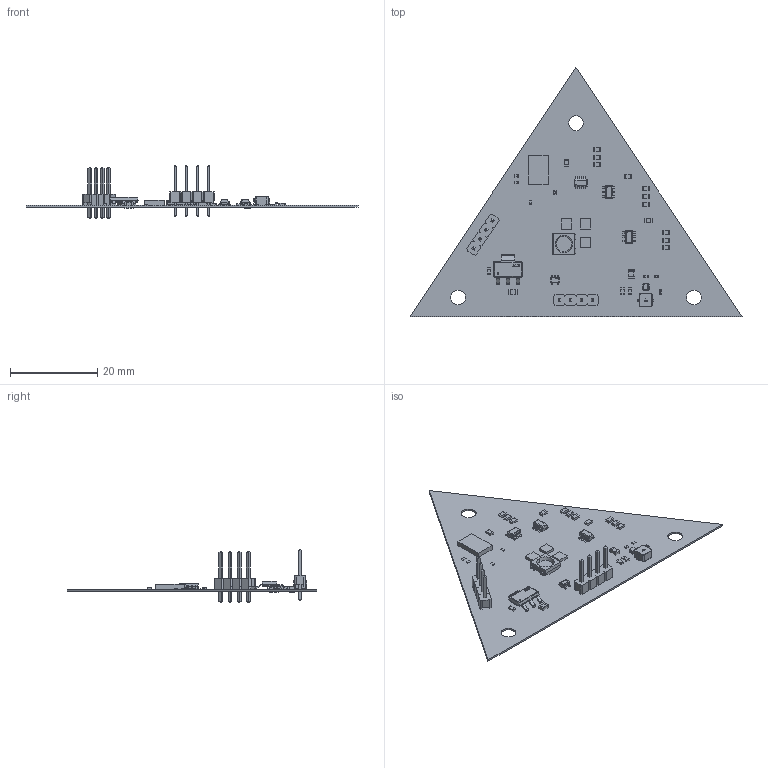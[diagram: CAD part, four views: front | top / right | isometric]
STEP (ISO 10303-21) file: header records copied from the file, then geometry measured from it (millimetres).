
FILE_DESCRIPTION(('Open CASCADE Model'),'2;1');
FILE_NAME('Open CASCADE Shape Model','2025-03-16T14:42:28',('Author'),( 'Open CASCADE'),'Open CASCADE STEP processor 6.8','Open CASCADE 6.8' ,'Unknown');
FILE_SCHEMA(('AUTOMOTIVE_DESIGN { 1 0 10303 214 1 1 1 1 }'));
Length unit declared in the file: millimetre
Products named in the file (79): PCB; Board; Open CASCADE STEP translator 6.8 1.1.1; U8; IC_Advanced_Monolithic_Systems_AMS1117-3_3_eec; 1; 2; Open CASCADE STEP translator 6.8 1.2.1.2.1; Open CASCADE STEP translator 6.8 1.2.1.2.2; Notch_2; U7; 6136384000; U6; 6136236000; U5; 6219750064; U4; U2; 6242902576; Extruded; U1; IC_Texas_Instruments_SN74LXC1T14DCKR_eec; Package; Leads; Logo; R16; 6-1879216-3; R15; R14; R13; R12; 6242905616; 6242905776; R11; R10; R9; R8; R7; R6; R5 ...
Assembly tree (126 placements, depth 5):
  PCB
    Board
      Open CASCADE STEP translator 6.8 1.1.1
    U8
      IC_Advanced_Monolithic_Systems_AMS1117-3_3_eec
        1
        2
          Open CASCADE STEP translator 6.8 1.2.1.2.1
          Open CASCADE STEP translator 6.8 1.2.1.2.2
        Notch_2
    U7
      6136384000
    U6
      6136236000
    U5
      6219750064
    U4
      6136236000
    U2
      6242902576
        Extruded
    U1
      IC_Texas_Instruments_SN74LXC1T14DCKR_eec
        Package
        Leads
        Logo
    R16
      6-1879216-3
    R15
      6-1879216-3
    R14
      6-1879216-3
    R13
      6-1879216-3
    R12
      6242905616  x2
        Extruded
      6242905776
        Extruded
    R11
      6242905776
        Extruded
      6242905616  x2
        Extruded
    R10
      6242905776
        Extruded
      6242905616  x2
        Extruded
    R9
      6242905776
        Extruded
      6242905616  x2
        Extruded
    R8
      6242905616  x2
        Extruded
      6242905776
        Extruded
    R7
Bounding box: 76.2 x 57.15 x 12.05 mm (x, y, z)
Volume: 1182.2 mm3; surface area: 5608.3 mm2
Topology: 156 solids, 156 shells, 2401 faces, 5939 edges, 3850 vertices
Faces by surface type: plane 1703, cylinder 330, bspline 298, sphere 44, torus 12, cone 10, revolution 4
Full cylindrical faces by diameter (mm): 0.323 x1, 1.1 x8, 3.4 x3
Entity records: 55290 total; most frequent: CARTESIAN_POINT 14544, ORIENTED_EDGE 8030, DIRECTION 6936, EDGE_CURVE 4015, LINE 2988, VECTOR 2988, VERTEX_POINT 2582, AXIS2_PLACEMENT_3D 1972
